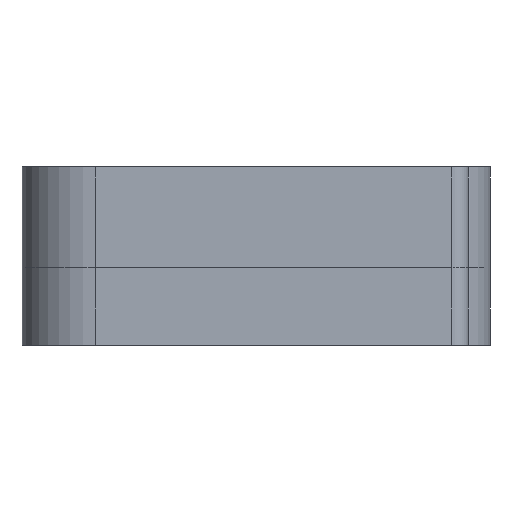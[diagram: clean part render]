
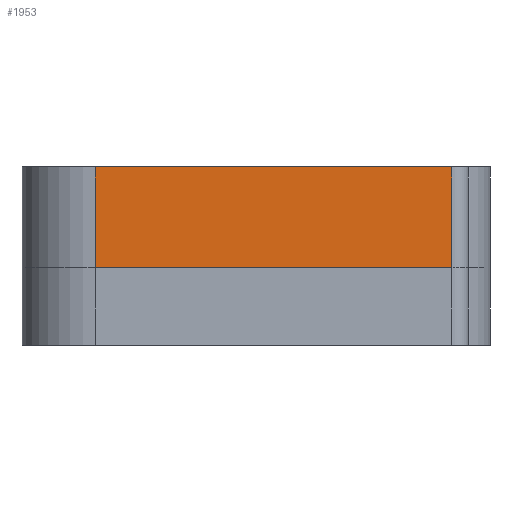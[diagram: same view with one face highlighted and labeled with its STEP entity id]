
A CAD part, front view. The second image highlights one B-rep face of the part: STEP entity #1953.
In plain terms, the highlighted planar face has unit normal (0, -1, 0).
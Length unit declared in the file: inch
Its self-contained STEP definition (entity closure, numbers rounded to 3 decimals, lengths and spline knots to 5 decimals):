
#73 = LINE ( 'NONE', #3966, #1221 ) ;
#335 = CARTESIAN_POINT ( 'NONE',  ( 1.5, -0.3091, 0.375 ) ) ;
#359 = CARTESIAN_POINT ( 'NONE',  ( 0., -0.3091, 0.375 ) ) ;
#478 = FACE_OUTER_BOUND ( 'NONE', #2184, .T. ) ;
#740 = LINE ( 'NONE', #1682, #2343 ) ;
#832 = VERTEX_POINT ( 'NONE', #335 ) ;
#1028 = DIRECTION ( 'NONE',  ( 1., 0., 0. ) ) ;
#1173 = ORIENTED_EDGE ( 'NONE', *, *, #2115, .T. ) ;
#1189 = VECTOR ( 'NONE', #3518, 39.37008 ) ;
#1221 = VECTOR ( 'NONE', #3907, 39.37008 ) ;
#1232 = LINE ( 'NONE', #2530, #1189 ) ;
#1406 = VERTEX_POINT ( 'NONE', #359 ) ;
#1408 = EDGE_CURVE ( 'NONE', #832, #1748, #73, .T. ) ;
#1656 = ORIENTED_EDGE ( 'NONE', *, *, #3390, .T. ) ;
#1682 = CARTESIAN_POINT ( 'NONE',  ( 0., -0.3091, 0.375 ) ) ;
#1748 = VERTEX_POINT ( 'NONE', #4110 ) ;
#1915 = DIRECTION ( 'NONE',  ( 1., 0., 0. ) ) ;
#1953 = ADVANCED_FACE ( 'NONE', ( #478 ), #3384, .F. ) ;
#2000 = VECTOR ( 'NONE', #1915, 39.37008 ) ;
#2045 = CARTESIAN_POINT ( 'NONE',  ( 0., -0.3091, 0.375 ) ) ;
#2115 = EDGE_CURVE ( 'NONE', #1406, #2231, #1232, .T. ) ;
#2184 = EDGE_LOOP ( 'NONE', ( #1173, #1656, #2601, #3642 ) ) ;
#2231 = VERTEX_POINT ( 'NONE', #3689 ) ;
#2343 = VECTOR ( 'NONE', #1028, 39.37008 ) ;
#2419 = AXIS2_PLACEMENT_3D ( 'NONE', #2045, #3696, #3044 ) ;
#2530 = CARTESIAN_POINT ( 'NONE',  ( 0., -0.3091, 0.375 ) ) ;
#2601 = ORIENTED_EDGE ( 'NONE', *, *, #1408, .F. ) ;
#3044 = DIRECTION ( 'NONE',  ( 0., 0., 1. ) ) ;
#3090 = EDGE_CURVE ( 'NONE', #1406, #832, #740, .T. ) ;
#3126 = CARTESIAN_POINT ( 'NONE',  ( 0., -0.3091, -0.05 ) ) ;
#3384 = PLANE ( 'NONE',  #2419 ) ;
#3390 = EDGE_CURVE ( 'NONE', #2231, #1748, #3856, .T. ) ;
#3518 = DIRECTION ( 'NONE',  ( 0., 0., -1. ) ) ;
#3642 = ORIENTED_EDGE ( 'NONE', *, *, #3090, .F. ) ;
#3689 = CARTESIAN_POINT ( 'NONE',  ( 0., -0.3091, -0.05 ) ) ;
#3696 = DIRECTION ( 'NONE',  ( 0., 1., 0. ) ) ;
#3856 = LINE ( 'NONE', #3126, #2000 ) ;
#3907 = DIRECTION ( 'NONE',  ( 0., 0., -1. ) ) ;
#3966 = CARTESIAN_POINT ( 'NONE',  ( 1.5, -0.3091, 0.375 ) ) ;
#4110 = CARTESIAN_POINT ( 'NONE',  ( 1.5, -0.3091, -0.05 ) ) ;
